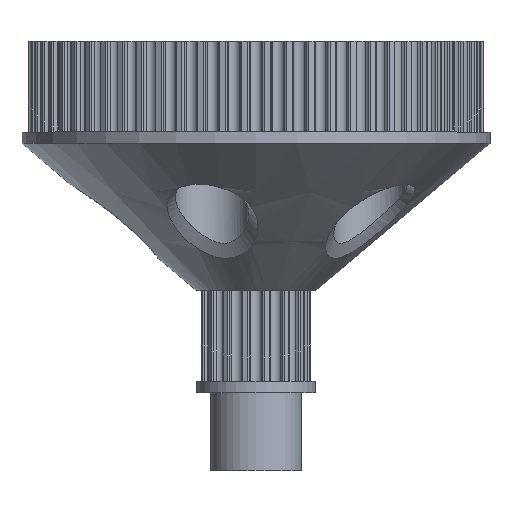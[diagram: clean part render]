
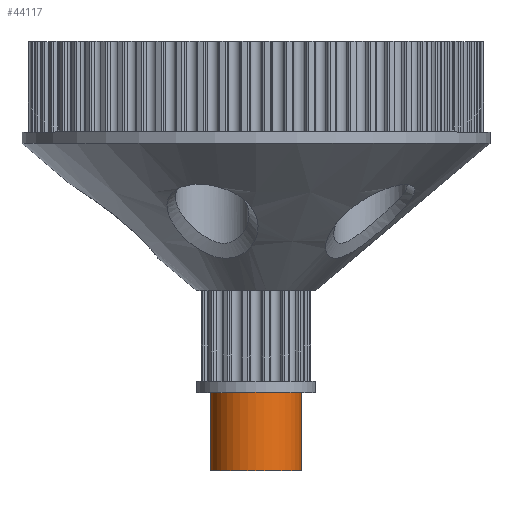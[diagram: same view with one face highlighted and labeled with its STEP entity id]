
A CAD part, top view. The second image highlights one B-rep face of the part: STEP entity #44117.
In plain terms, the highlighted cylindrical face has radius 4.025 mm (diameter 8.05 mm), a full revolution.
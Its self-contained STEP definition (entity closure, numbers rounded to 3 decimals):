
#42735 = PLANE('',#42736);
#42736 = AXIS2_PLACEMENT_3D('',#42737,#42738,#42739);
#42737 = CARTESIAN_POINT('',(0.,-47.,0.));
#42738 = DIRECTION('',(0.,-1.,0.));
#42739 = DIRECTION('',(0.,0.,-1.));
#44089 = EDGE_CURVE('',#44090,#44090,#44092,.T.);
#44090 = VERTEX_POINT('',#44091);
#44091 = CARTESIAN_POINT('',(4.025,-47.,0.));
#44092 = SURFACE_CURVE('',#44093,(#44098,#44105),.PCURVE_S1.);
#44093 = CIRCLE('',#44094,4.025);
#44094 = AXIS2_PLACEMENT_3D('',#44095,#44096,#44097);
#44095 = CARTESIAN_POINT('',(0.,-47.,0.));
#44096 = DIRECTION('',(0.,-1.,0.));
#44097 = DIRECTION('',(1.,0.,0.));
#44098 = PCURVE('',#42735,#44099);
#44099 = DEFINITIONAL_REPRESENTATION('',(#44100),#44104);
#44100 = CIRCLE('',#44101,4.025);
#44101 = AXIS2_PLACEMENT_2D('',#44102,#44103);
#44102 = CARTESIAN_POINT('',(0.,0.));
#44103 = DIRECTION('',(0.,1.));
#44104 = ( GEOMETRIC_REPRESENTATION_CONTEXT(2) 
PARAMETRIC_REPRESENTATION_CONTEXT() REPRESENTATION_CONTEXT('2D SPACE',''
  ) );
#44105 = PCURVE('',#44106,#44111);
#44106 = CYLINDRICAL_SURFACE('',#44107,4.025);
#44107 = AXIS2_PLACEMENT_3D('',#44108,#44109,#44110);
#44108 = CARTESIAN_POINT('',(0.,-47.,0.));
#44109 = DIRECTION('',(0.,1.,0.));
#44110 = DIRECTION('',(1.,0.,0.));
#44111 = DEFINITIONAL_REPRESENTATION('',(#44112),#44116);
#44112 = LINE('',#44113,#44114);
#44113 = CARTESIAN_POINT('',(-0.,0.));
#44114 = VECTOR('',#44115,1.);
#44115 = DIRECTION('',(-1.,0.));
#44116 = ( GEOMETRIC_REPRESENTATION_CONTEXT(2) 
PARAMETRIC_REPRESENTATION_CONTEXT() REPRESENTATION_CONTEXT('2D SPACE',''
  ) );
#44117 = ADVANCED_FACE('',(#44118),#44106,.T.);
#44118 = FACE_BOUND('',#44119,.F.);
#44119 = EDGE_LOOP('',(#44120,#44143,#44170,#44171));
#44120 = ORIENTED_EDGE('',*,*,#44121,.T.);
#44121 = EDGE_CURVE('',#44090,#44122,#44124,.T.);
#44122 = VERTEX_POINT('',#44123);
#44123 = CARTESIAN_POINT('',(4.025,-53.9,0.));
#44124 = SEAM_CURVE('',#44125,(#44129,#44136),.PCURVE_S1.);
#44125 = LINE('',#44126,#44127);
#44126 = CARTESIAN_POINT('',(4.025,-47.,0.));
#44127 = VECTOR('',#44128,1.);
#44128 = DIRECTION('',(0.,-1.,0.));
#44129 = PCURVE('',#44106,#44130);
#44130 = DEFINITIONAL_REPRESENTATION('',(#44131),#44135);
#44131 = LINE('',#44132,#44133);
#44132 = CARTESIAN_POINT('',(-0.,0.));
#44133 = VECTOR('',#44134,1.);
#44134 = DIRECTION('',(-0.,-1.));
#44135 = ( GEOMETRIC_REPRESENTATION_CONTEXT(2) 
PARAMETRIC_REPRESENTATION_CONTEXT() REPRESENTATION_CONTEXT('2D SPACE',''
  ) );
#44136 = PCURVE('',#44106,#44137);
#44137 = DEFINITIONAL_REPRESENTATION('',(#44138),#44142);
#44138 = LINE('',#44139,#44140);
#44139 = CARTESIAN_POINT('',(-6.283,0.));
#44140 = VECTOR('',#44141,1.);
#44141 = DIRECTION('',(-0.,-1.));
#44142 = ( GEOMETRIC_REPRESENTATION_CONTEXT(2) 
PARAMETRIC_REPRESENTATION_CONTEXT() REPRESENTATION_CONTEXT('2D SPACE',''
  ) );
#44143 = ORIENTED_EDGE('',*,*,#44144,.T.);
#44144 = EDGE_CURVE('',#44122,#44122,#44145,.T.);
#44145 = SURFACE_CURVE('',#44146,(#44151,#44158),.PCURVE_S1.);
#44146 = CIRCLE('',#44147,4.025);
#44147 = AXIS2_PLACEMENT_3D('',#44148,#44149,#44150);
#44148 = CARTESIAN_POINT('',(0.,-53.9,0.));
#44149 = DIRECTION('',(0.,-1.,0.));
#44150 = DIRECTION('',(1.,0.,0.));
#44151 = PCURVE('',#44106,#44152);
#44152 = DEFINITIONAL_REPRESENTATION('',(#44153),#44157);
#44153 = LINE('',#44154,#44155);
#44154 = CARTESIAN_POINT('',(-0.,-6.9));
#44155 = VECTOR('',#44156,1.);
#44156 = DIRECTION('',(-1.,0.));
#44157 = ( GEOMETRIC_REPRESENTATION_CONTEXT(2) 
PARAMETRIC_REPRESENTATION_CONTEXT() REPRESENTATION_CONTEXT('2D SPACE',''
  ) );
#44158 = PCURVE('',#44159,#44164);
#44159 = PLANE('',#44160);
#44160 = AXIS2_PLACEMENT_3D('',#44161,#44162,#44163);
#44161 = CARTESIAN_POINT('',(0.,-53.9,0.));
#44162 = DIRECTION('',(0.,-1.,0.));
#44163 = DIRECTION('',(0.,0.,-1.));
#44164 = DEFINITIONAL_REPRESENTATION('',(#44165),#44169);
#44165 = CIRCLE('',#44166,4.025);
#44166 = AXIS2_PLACEMENT_2D('',#44167,#44168);
#44167 = CARTESIAN_POINT('',(0.,0.));
#44168 = DIRECTION('',(0.,1.));
#44169 = ( GEOMETRIC_REPRESENTATION_CONTEXT(2) 
PARAMETRIC_REPRESENTATION_CONTEXT() REPRESENTATION_CONTEXT('2D SPACE',''
  ) );
#44170 = ORIENTED_EDGE('',*,*,#44121,.F.);
#44171 = ORIENTED_EDGE('',*,*,#44089,.F.);
